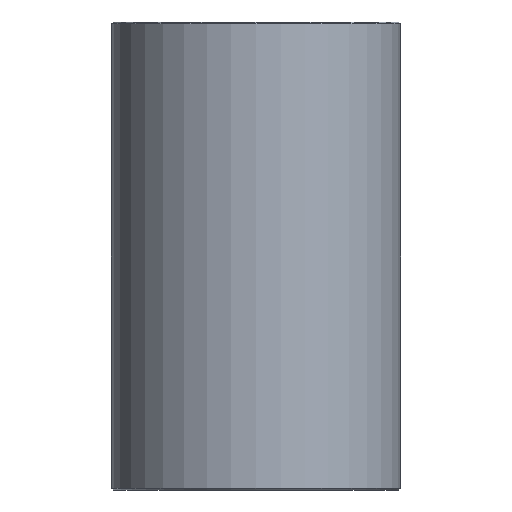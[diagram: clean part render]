
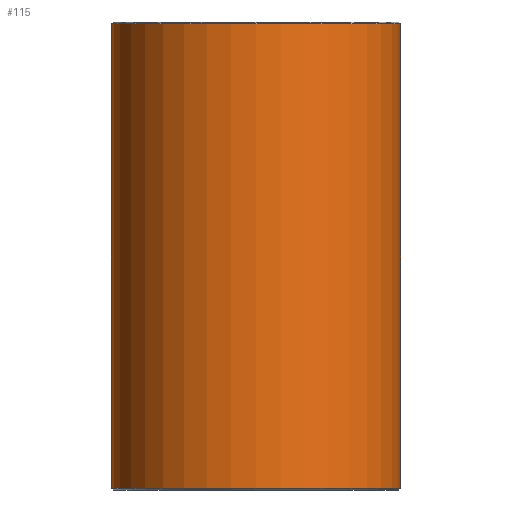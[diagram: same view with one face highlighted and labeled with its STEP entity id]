
A CAD part, front view. The second image highlights one B-rep face of the part: STEP entity #115.
In plain terms, the highlighted cylindrical face has radius 26 mm (diameter 52 mm), a full revolution.
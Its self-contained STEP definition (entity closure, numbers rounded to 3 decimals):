
#15=CYLINDRICAL_SURFACE('',#140,26.);
#23=FACE_OUTER_BOUND('',#32,.T.);
#32=EDGE_LOOP('',(#87,#88,#89,#90));
#40=LINE('',#203,#46);
#46=VECTOR('',#166,26.);
#52=CIRCLE('',#137,26.);
#54=CIRCLE('',#141,26.);
#60=VERTEX_POINT('',#195);
#62=VERTEX_POINT('',#202);
#69=EDGE_CURVE('',#60,#60,#52,.T.);
#71=EDGE_CURVE('',#60,#62,#40,.T.);
#72=EDGE_CURVE('',#62,#62,#54,.T.);
#87=ORIENTED_EDGE('',*,*,#69,.F.);
#88=ORIENTED_EDGE('',*,*,#71,.T.);
#89=ORIENTED_EDGE('',*,*,#72,.F.);
#90=ORIENTED_EDGE('',*,*,#71,.F.);
#115=ADVANCED_FACE('',(#23),#15,.T.);
#137=AXIS2_PLACEMENT_3D('',#197,#158,#159);
#140=AXIS2_PLACEMENT_3D('',#201,#164,#165);
#141=AXIS2_PLACEMENT_3D('',#204,#167,#168);
#158=DIRECTION('center_axis',(0.,0.,-1.));
#159=DIRECTION('ref_axis',(1.,0.,0.));
#164=DIRECTION('center_axis',(0.,0.,-1.));
#165=DIRECTION('ref_axis',(1.,0.,0.));
#166=DIRECTION('',(0.,0.,1.));
#167=DIRECTION('center_axis',(0.,0.,1.));
#168=DIRECTION('ref_axis',(1.,0.,0.));
#195=CARTESIAN_POINT('',(-26.,0.,-3.4));
#197=CARTESIAN_POINT('Origin',(0.,0.,
-3.4));
#201=CARTESIAN_POINT('Origin',(0.,0.,
80.5));
#202=CARTESIAN_POINT('',(-26.,0.,80.2));
#203=CARTESIAN_POINT('',(-26.,0.,80.5));
#204=CARTESIAN_POINT('Origin',(0.,0.,
80.2));
